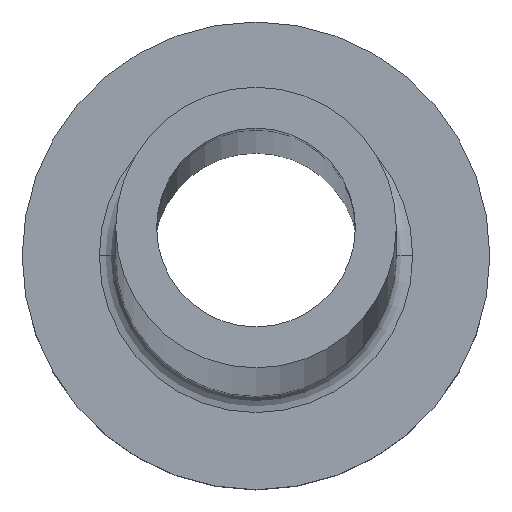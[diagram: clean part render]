
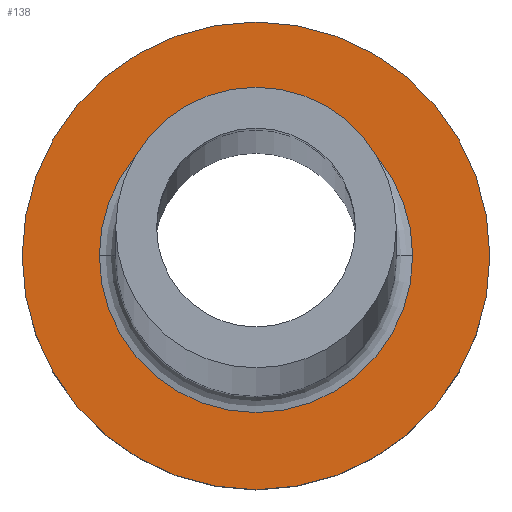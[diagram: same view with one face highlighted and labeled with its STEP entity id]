
A CAD part, top view. The second image highlights one B-rep face of the part: STEP entity #138.
In plain terms, the highlighted planar face has unit normal (0, 0, 1).
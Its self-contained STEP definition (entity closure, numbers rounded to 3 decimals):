
#1 = ORIENTED_EDGE ( 'NONE', *, *, #290, .T. ) ;
#19 = EDGE_LOOP ( 'NONE', ( #108, #1 ) ) ;
#20 = AXIS2_PLACEMENT_3D ( 'NONE', #249, #179, #359 ) ;
#27 = VERTEX_POINT ( 'NONE', #71 ) ;
#33 = CARTESIAN_POINT ( 'NONE',  ( 10., 0., 7. ) ) ;
#39 = VERTEX_POINT ( 'NONE', #33 ) ;
#40 = DIRECTION ( 'NONE',  ( 0., 0., -1. ) ) ;
#50 = CIRCLE ( 'NONE', #218, 10. ) ;
#70 = EDGE_CURVE ( 'NONE', #27, #39, #50, .T. ) ;
#71 = CARTESIAN_POINT ( 'NONE',  ( -10., 0., 7. ) ) ;
#83 = CARTESIAN_POINT ( 'NONE',  ( 0., 0., 7. ) ) ;
#87 = CARTESIAN_POINT ( 'NONE',  ( 0., 0., 7. ) ) ;
#106 = PLANE ( 'NONE',  #20 ) ;
#108 = ORIENTED_EDGE ( 'NONE', *, *, #70, .T. ) ;
#125 = AXIS2_PLACEMENT_3D ( 'NONE', #430, #40, #271 ) ;
#138 = ADVANCED_FACE ( 'NONE', ( #140, #434 ), #106, .T. ) ;
#140 = FACE_BOUND ( 'NONE', #362, .T. ) ;
#169 = CARTESIAN_POINT ( 'NONE',  ( 6.7, 0., 7. ) ) ;
#179 = DIRECTION ( 'NONE',  ( 0., 0., 1. ) ) ;
#182 = AXIS2_PLACEMENT_3D ( 'NONE', #83, #441, #240 ) ;
#189 = DIRECTION ( 'NONE',  ( 1., 0., 0. ) ) ;
#197 = AXIS2_PLACEMENT_3D ( 'NONE', #87, #343, #189 ) ;
#218 = AXIS2_PLACEMENT_3D ( 'NONE', #373, #332, #399 ) ;
#240 = DIRECTION ( 'NONE',  ( 1., 0., 0. ) ) ;
#248 = VERTEX_POINT ( 'NONE', #169 ) ;
#249 = CARTESIAN_POINT ( 'NONE',  ( 0., 0., 7. ) ) ;
#252 = ORIENTED_EDGE ( 'NONE', *, *, #400, .T. ) ;
#256 = EDGE_CURVE ( 'NONE', #248, #318, #345, .T. ) ;
#271 = DIRECTION ( 'NONE',  ( 1., 0., 0. ) ) ;
#290 = EDGE_CURVE ( 'NONE', #39, #27, #388, .T. ) ;
#291 = CIRCLE ( 'NONE', #197, 6.7 ) ;
#318 = VERTEX_POINT ( 'NONE', #404 ) ;
#332 = DIRECTION ( 'NONE',  ( 0., 0., 1. ) ) ;
#343 = DIRECTION ( 'NONE',  ( 0., 0., -1. ) ) ;
#345 = CIRCLE ( 'NONE', #125, 6.7 ) ;
#359 = DIRECTION ( 'NONE',  ( 1., 0., 0. ) ) ;
#362 = EDGE_LOOP ( 'NONE', ( #393, #252 ) ) ;
#373 = CARTESIAN_POINT ( 'NONE',  ( 0., 0., 7. ) ) ;
#388 = CIRCLE ( 'NONE', #182, 10. ) ;
#393 = ORIENTED_EDGE ( 'NONE', *, *, #256, .T. ) ;
#399 = DIRECTION ( 'NONE',  ( 1., 0., 0. ) ) ;
#400 = EDGE_CURVE ( 'NONE', #318, #248, #291, .T. ) ;
#404 = CARTESIAN_POINT ( 'NONE',  ( -6.7, 0., 7. ) ) ;
#430 = CARTESIAN_POINT ( 'NONE',  ( 0., 0., 7. ) ) ;
#434 = FACE_OUTER_BOUND ( 'NONE', #19, .T. ) ;
#441 = DIRECTION ( 'NONE',  ( 0., 0., 1. ) ) ;
